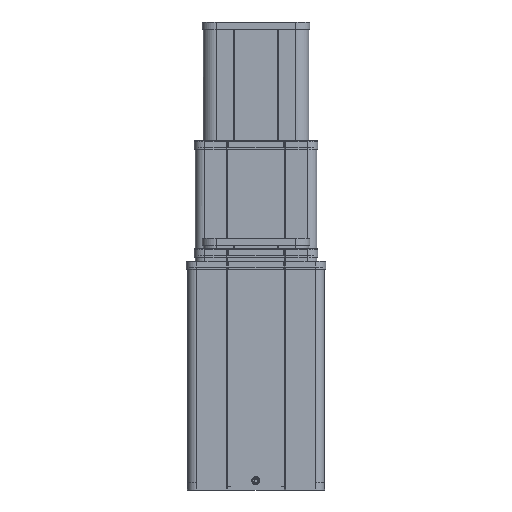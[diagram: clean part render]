
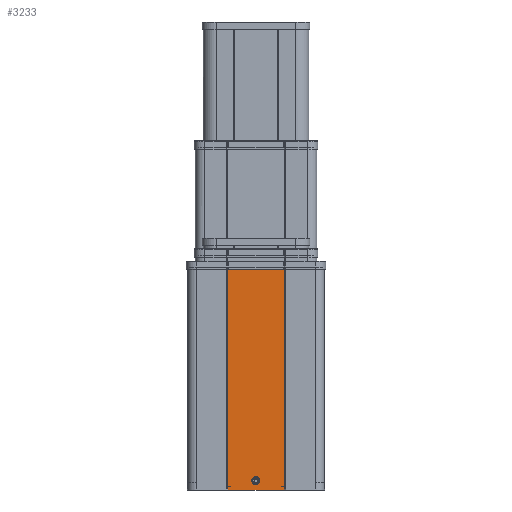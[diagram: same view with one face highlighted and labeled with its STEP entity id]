
A CAD part, left-side view. The second image highlights one B-rep face of the part: STEP entity #3233.
In plain terms, the highlighted planar face has unit normal (-1, 0, 0).
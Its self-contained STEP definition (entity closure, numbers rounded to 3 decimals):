
#3125=CARTESIAN_POINT('',(-208.026,359.527,307.853));
#3126=VERTEX_POINT('',#3125);
#3134=CARTESIAN_POINT('',(-208.026,359.527,8.853));
#3135=VERTEX_POINT('',#3134);
#3142=CARTESIAN_POINT('',(-208.026,359.527,8.853));
#3143=CARTESIAN_POINT('',(-208.026,359.527,81.584));
#3144=CARTESIAN_POINT('',(-208.026,359.527,214.944));
#3145=CARTESIAN_POINT('',(-208.026,359.527,307.853));
#3146=B_SPLINE_CURVE_WITH_KNOTS('',3,(#3142,#3143,#3144,#3145),.UNSPECIFIED.,.F.,.U.,(4,4),(0.,0.834),.UNSPECIFIED.);
#3147=EDGE_CURVE('',#3135,#3126,#3146,.T.);
#3152=CARTESIAN_POINT('',(-208.026,320.027,363.6));
#3153=DIRECTION('',(0.,0.,1.));
#3154=DIRECTION('',(-1.,0.,0.));
#3155=AXIS2_PLACEMENT_3D('',#3152,#3154,#3153);
#3156=PLANE('',#3155);
#3157=CARTESIAN_POINT('',(-208.026,280.527,8.853));
#3158=VERTEX_POINT('',#3157);
#3159=CARTESIAN_POINT('',(-208.026,280.527,307.853));
#3160=VERTEX_POINT('',#3159);
#3161=CARTESIAN_POINT('',(-208.026,280.527,8.853));
#3162=CARTESIAN_POINT('',(-208.026,280.527,81.584));
#3163=CARTESIAN_POINT('',(-208.026,280.527,214.944));
#3164=CARTESIAN_POINT('',(-208.026,280.527,307.853));
#3165=B_SPLINE_CURVE_WITH_KNOTS('',3,(#3161,#3162,#3163,#3164),.UNSPECIFIED.,.F.,.U.,(4,4),(0.,0.834),.UNSPECIFIED.);
#3166=EDGE_CURVE('',#3158,#3160,#3165,.T.);
#3167=ORIENTED_EDGE('E589',*,*,#3166,.T.);
#3168=CARTESIAN_POINT('',(-208.026,280.527,307.853));
#3169=DIRECTION('',(0.,1.,0.));
#3170=VECTOR('',#3169,79.);
#3171=LINE('',#3168,#3170);
#3172=EDGE_CURVE('',#3160,#3126,#3171,.T.);
#3173=ORIENTED_EDGE('E590',*,*,#3172,.T.);
#3174=ORIENTED_EDGE('E590',*,*,#3147,.F.);
#3175=CARTESIAN_POINT('',(-208.026,359.527,-1.147));
#3176=VERTEX_POINT('',#3175);
#3177=CARTESIAN_POINT('',(-208.026,359.527,8.853));
#3178=DIRECTION('',(0.,0.,-1.));
#3179=VECTOR('',#3178,10.);
#3180=LINE('',#3177,#3179);
#3181=EDGE_CURVE('',#3135,#3176,#3180,.T.);
#3182=ORIENTED_EDGE('E591',*,*,#3181,.T.);
#3183=CARTESIAN_POINT('',(-208.026,280.527,-1.147));
#3184=VERTEX_POINT('',#3183);
#3185=CARTESIAN_POINT('',(-208.026,359.527,-1.147));
#3186=DIRECTION('',(0.,-1.,0.));
#3187=VECTOR('',#3186,79.);
#3188=LINE('',#3185,#3187);
#3189=EDGE_CURVE('',#3176,#3184,#3188,.T.);
#3190=ORIENTED_EDGE('E592',*,*,#3189,.T.);
#3191=CARTESIAN_POINT('',(-208.026,280.527,-1.147));
#3192=DIRECTION('',(0.,0.,1.));
#3193=VECTOR('',#3192,10.);
#3194=LINE('',#3191,#3193);
#3195=EDGE_CURVE('',#3184,#3158,#3194,.T.);
#3196=ORIENTED_EDGE('E593',*,*,#3195,.T.);
#3197=EDGE_LOOP('',(#3167,#3173,#3174,#3182,#3190,#3196));
#3198=FACE_OUTER_BOUND('',#3197,.T.);
#3199=CARTESIAN_POINT('',(-208.026,316.777,8.853));
#3200=VERTEX_POINT('',#3199);
#3201=CARTESIAN_POINT('',(-208.026,323.277,8.853));
#3202=VERTEX_POINT('',#3201);
#3203=CARTESIAN_POINT('',(-208.026,316.777,8.853));
#3204=DIRECTION('',(0.,1.,0.));
#3205=VECTOR('',#3204,6.5);
#3206=LINE('',#3203,#3205);
#3207=EDGE_CURVE('',#3200,#3202,#3206,.T.);
#3208=ORIENTED_EDGE('E594',*,*,#3207,.T.);
#3209=CARTESIAN_POINT('',(-208.026,323.277,15.353));
#3210=VERTEX_POINT('',#3209);
#3211=CARTESIAN_POINT('',(-208.026,323.277,8.853));
#3212=DIRECTION('',(0.,0.,1.));
#3213=VECTOR('',#3212,6.5);
#3214=LINE('',#3211,#3213);
#3215=EDGE_CURVE('',#3202,#3210,#3214,.T.);
#3216=ORIENTED_EDGE('E595',*,*,#3215,.T.);
#3217=CARTESIAN_POINT('',(-208.026,316.777,15.353));
#3218=VERTEX_POINT('',#3217);
#3219=CARTESIAN_POINT('',(-208.026,323.277,15.353));
#3220=DIRECTION('',(0.,-1.,0.));
#3221=VECTOR('',#3220,6.5);
#3222=LINE('',#3219,#3221);
#3223=EDGE_CURVE('',#3210,#3218,#3222,.T.);
#3224=ORIENTED_EDGE('E596',*,*,#3223,.T.);
#3225=CARTESIAN_POINT('',(-208.026,316.777,15.353));
#3226=DIRECTION('',(0.,0.,-1.));
#3227=VECTOR('',#3226,6.5);
#3228=LINE('',#3225,#3227);
#3229=EDGE_CURVE('',#3218,#3200,#3228,.T.);
#3230=ORIENTED_EDGE('E597',*,*,#3229,.T.);
#3231=EDGE_LOOP('',(#3208,#3216,#3224,#3230));
#3232=FACE_BOUND('',#3231,.T.);
#3233=ADVANCED_FACE('F182',(#3198,#3232),#3156,.T.);
